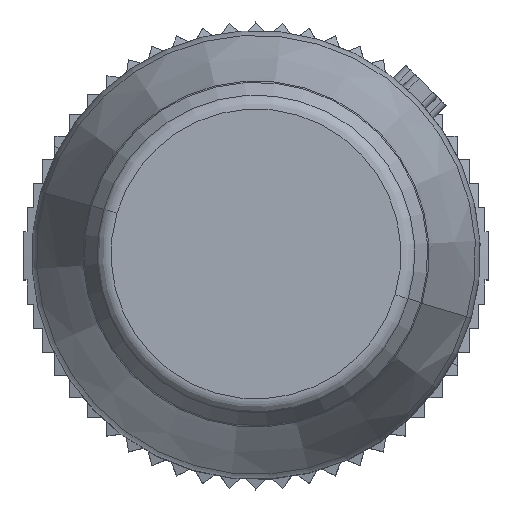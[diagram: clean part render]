
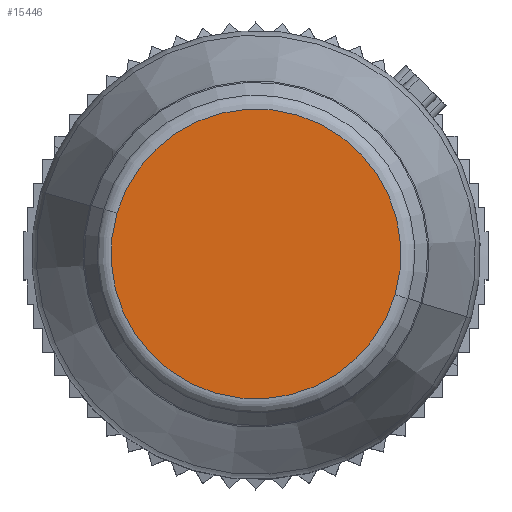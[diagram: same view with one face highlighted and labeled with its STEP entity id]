
A CAD part, top view. The second image highlights one B-rep face of the part: STEP entity #15446.
In plain terms, the highlighted planar face has unit normal (0, 0, 1).
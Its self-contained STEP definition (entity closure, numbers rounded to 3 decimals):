
#15401=AXIS2_PLACEMENT_3D('Circle Axis2P3D',#15399,#15400,$) ;
#15427=AXIS2_PLACEMENT_3D('Circle Axis2P3D',#15425,#15426,$) ;
#15440=AXIS2_PLACEMENT_3D('Plane Axis2P3D',#15437,#15438,#15439) ;
#15399=CARTESIAN_POINT('Axis2P3D Location',(7.3,7.3,47.)) ;
#15403=CARTESIAN_POINT('Vertex',(2.96,8.573,47.)) ;
#15405=CARTESIAN_POINT('Vertex',(11.64,6.027,47.)) ;
#15425=CARTESIAN_POINT('Axis2P3D Location',(7.3,7.3,47.)) ;
#15437=CARTESIAN_POINT('Axis2P3D Location',(10.498,4.102,47.)) ;
#15400=DIRECTION('Axis2P3D Direction',(0.,0.,1.)) ;
#15426=DIRECTION('Axis2P3D Direction',(0.,0.,1.)) ;
#15438=DIRECTION('Axis2P3D Direction',(0.,0.,1.)) ;
#15439=DIRECTION('Axis2P3D XDirection',(0.707,0.707,0.)) ;
#15443=ORIENTED_EDGE('',*,*,#15429,.T.) ;
#15444=ORIENTED_EDGE('',*,*,#15407,.T.) ;
#15446=ADVANCED_FACE('Hauptkoerper',(#15445),#15441,.T.) ;
#15402=CIRCLE('generated circle',#15401,4.523) ;
#15428=CIRCLE('generated circle',#15427,4.523) ;
#15407=EDGE_CURVE('',#15404,#15406,#15402,.T.) ;
#15429=EDGE_CURVE('',#15406,#15404,#15428,.T.) ;
#15442=EDGE_LOOP('',(#15443,#15444)) ;
#15445=FACE_OUTER_BOUND('',#15442,.T.) ;
#15441=PLANE('',#15440) ;
#15404=VERTEX_POINT('',#15403) ;
#15406=VERTEX_POINT('',#15405) ;
